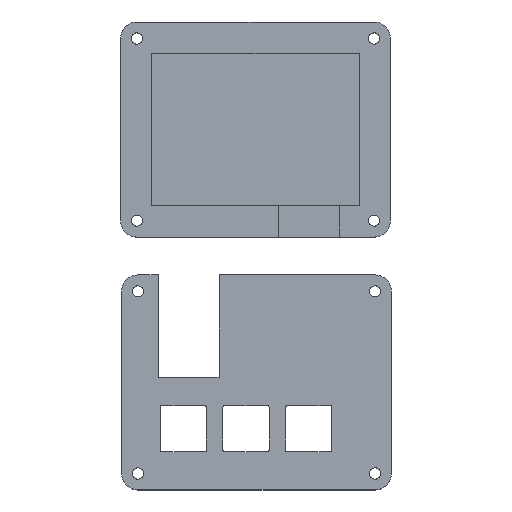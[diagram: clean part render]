
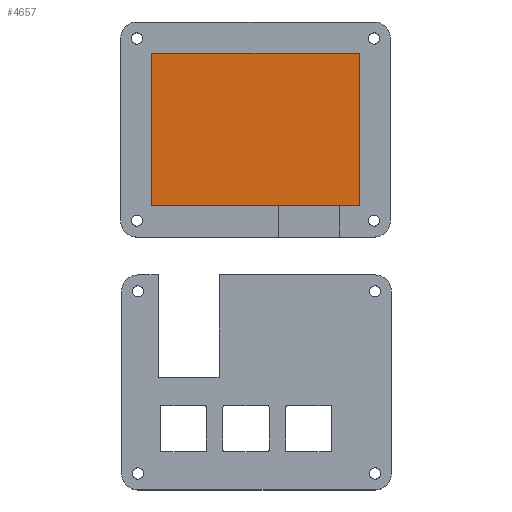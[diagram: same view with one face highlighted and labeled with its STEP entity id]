
A CAD part, top view. The second image highlights one B-rep face of the part: STEP entity #4657.
In plain terms, the highlighted planar face has unit normal (0, 0, 1).
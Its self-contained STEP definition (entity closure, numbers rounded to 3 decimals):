
#224=PLANE('',#4831);
#466=FACE_OUTER_BOUND('',#745,.T.);
#745=EDGE_LOOP('',(#4211,#4212,#4213,#4214));
#1094=LINE('',#9364,#1433);
#1096=LINE('',#9368,#1435);
#1097=LINE('',#9370,#1436);
#1098=LINE('',#9371,#1437);
#1433=VECTOR('',#5472,10.);
#1435=VECTOR('',#5476,10.);
#1436=VECTOR('',#5477,10.);
#1437=VECTOR('',#5478,10.);
#2184=VERTEX_POINT('',#9361);
#2185=VERTEX_POINT('',#9363);
#2186=VERTEX_POINT('',#9367);
#2187=VERTEX_POINT('',#9369);
#2866=EDGE_CURVE('',#2184,#2185,#1094,.T.);
#2868=EDGE_CURVE('',#2185,#2186,#1096,.T.);
#2869=EDGE_CURVE('',#2187,#2184,#1097,.T.);
#2870=EDGE_CURVE('',#2186,#2187,#1098,.T.);
#4211=ORIENTED_EDGE('',*,*,#2868,.F.);
#4212=ORIENTED_EDGE('',*,*,#2866,.F.);
#4213=ORIENTED_EDGE('',*,*,#2869,.F.);
#4214=ORIENTED_EDGE('',*,*,#2870,.F.);
#4657=ADVANCED_FACE('',(#466),#224,.T.);
#4831=AXIS2_PLACEMENT_3D('',#9366,#5474,#5475);
#5472=DIRECTION('',(-1.,0.,0.));
#5474=DIRECTION('center_axis',(0.,0.,1.));
#5475=DIRECTION('ref_axis',(1.,0.,0.));
#5476=DIRECTION('',(0.,1.,0.));
#5477=DIRECTION('',(0.,-1.,0.));
#5478=DIRECTION('',(1.,0.,0.));
#9361=CARTESIAN_POINT('',(62.913,0.,3.));
#9363=CARTESIAN_POINT('',(0.,0.,3.));
#9364=CARTESIAN_POINT('',(47.185,0.,3.));
#9366=CARTESIAN_POINT('Origin',(31.457,23.122,3.));
#9367=CARTESIAN_POINT('',(0.,46.244,3.));
#9368=CARTESIAN_POINT('',(0.,11.561,3.));
#9369=CARTESIAN_POINT('',(62.913,46.244,3.));
#9370=CARTESIAN_POINT('',(62.913,34.683,3.));
#9371=CARTESIAN_POINT('',(15.728,46.244,3.));
